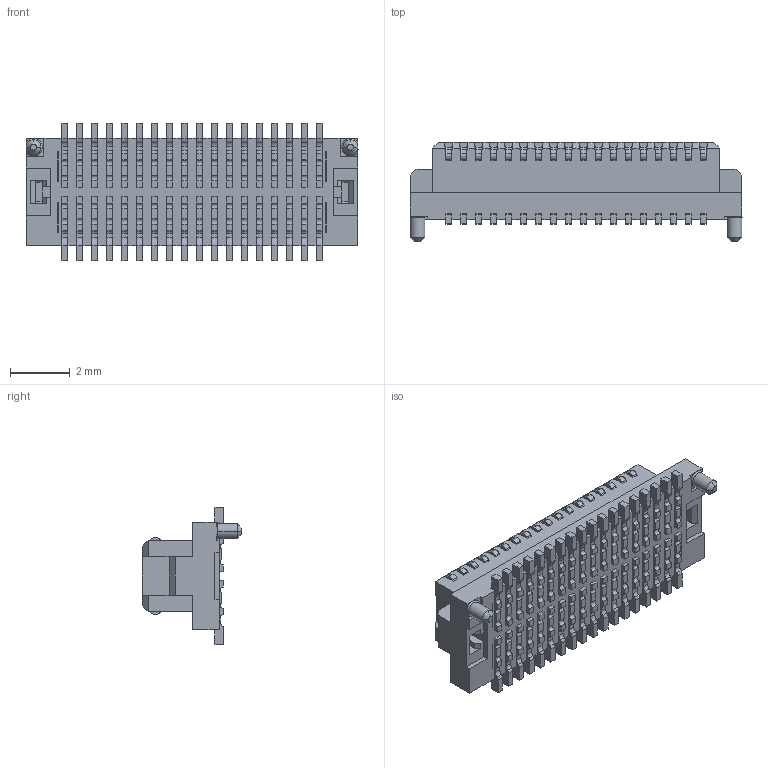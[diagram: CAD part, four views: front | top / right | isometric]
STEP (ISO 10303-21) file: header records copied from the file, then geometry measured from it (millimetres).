
FILE_DESCRIPTION( ('This file contains a STEP AP42 implementation' ,'as created by ZW3D STEP Interface translator.') ,'2;1' );
FILE_NAME( '3622-SXXX-027XXX01.stp' ,'23 316.1449 0', (''), ('ZWCAD Software Co.'), 'Version 1.0', 'ZW3D to STEP translator', '' );
FILE_SCHEMA(('AUTOMOTIVE_DESIGN { 1 0 10303 214 1 1 1 1 }'));
Length unit declared in the file: millimetre
Products named in the file (2): 0; 3622-S036-027XXX01
Bounding box: 11.1 x 3.33 x 4.6 mm (x, y, z)
Volume: 75.9 mm3; surface area: 197.6 mm2
Topology: 1 solids, 1 shells, 1232 faces, 3618 edges, 2428 vertices
Faces by surface type: plane 892, cylinder 180, bspline 148, cone 12
Entity records: 55473 total; most frequent: CARTESIAN_POINT 27569, ORIENTED_EDGE 7236, EDGE_CURVE 3618, DIRECTION 2978, B_SPLINE_CURVE_WITH_KNOTS 2810, VERTEX_POINT 2428, EDGE_LOOP 1272, FACE_OUTER_BOUND 1232
